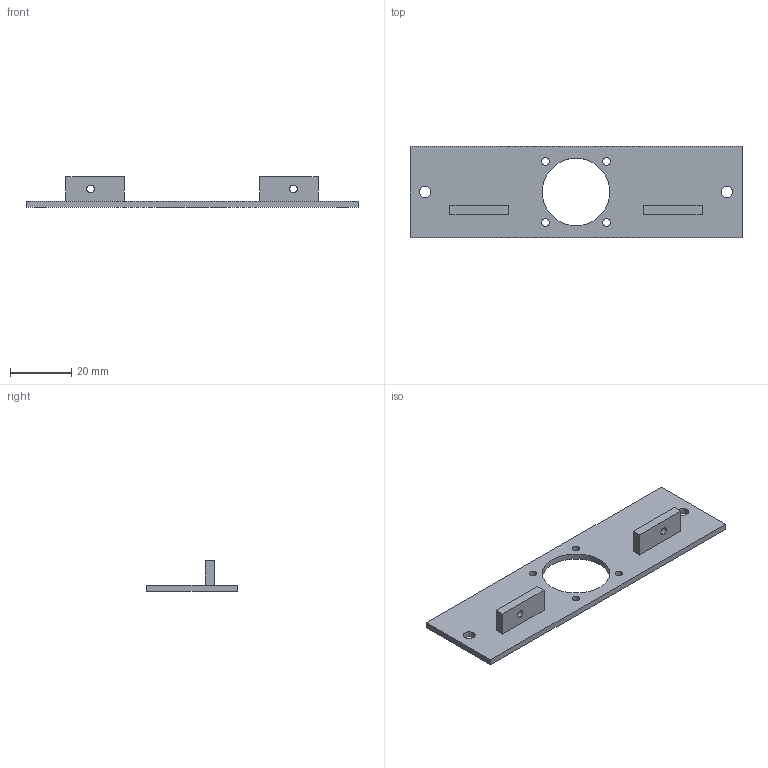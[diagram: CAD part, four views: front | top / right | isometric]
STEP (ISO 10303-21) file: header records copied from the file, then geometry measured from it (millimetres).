
FILE_DESCRIPTION (( 'STEP AP214' ), '1' );
FILE_NAME ('PCB_Mount_Base_V0.3_XLR_CNC.STEP', '2019-06-22T03:34:40', ( '' ), ( '' ), 'SwSTEP 2.0', 'SolidWorks 2010', '' );
FILE_SCHEMA (( 'AUTOMOTIVE_DESIGN' ));
Length unit declared in the file: millimetre
Products named in the file (1): PCB_Mount_Base_V0.3_XLR_CNC
Bounding box: 108 x 29.6 x 10 mm (x, y, z)
Volume: 6431.2 mm3; surface area: 7079.4 mm2
Topology: 1 solids, 1 shells, 34 faces, 90 edges, 60 vertices
Faces by surface type: cylinder 18, plane 16
Entity records: 1272 total; most frequent: DIRECTION 196, CARTESIAN_POINT 185, ORIENTED_EDGE 180, EDGE_CURVE 90, AXIS2_PLACEMENT_3D 71, VERTEX_POINT 60, EDGE_LOOP 54, VECTOR 54
